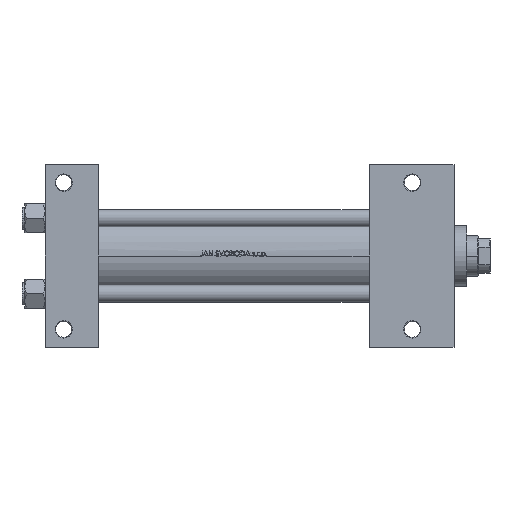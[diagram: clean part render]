
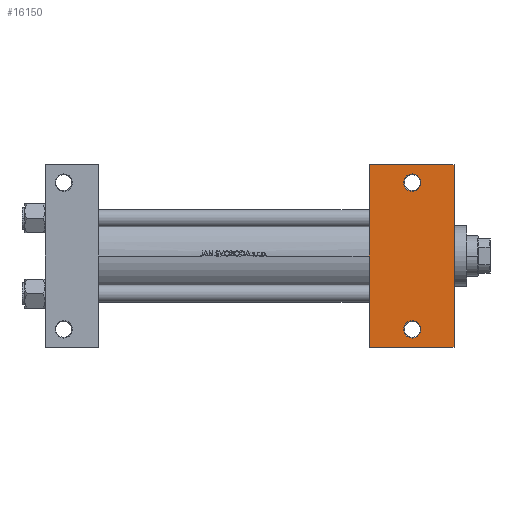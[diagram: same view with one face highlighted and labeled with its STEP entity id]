
A CAD part, front view. The second image highlights one B-rep face of the part: STEP entity #16150.
In plain terms, the highlighted face is planar.
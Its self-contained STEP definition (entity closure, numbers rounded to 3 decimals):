
#260 = FACE_BOUND ( 'NONE', #24251, .T. ) ;
#773 = DIRECTION ( 'NONE',  ( -1., 0., 0. ) ) ;
#811 = ORIENTED_EDGE ( 'NONE', *, *, #46119, .T. ) ;
#826 = VECTOR ( 'NONE', #14559, 1000. ) ;
#1025 = CARTESIAN_POINT ( 'NONE',  ( 284., 37.5, -37.5 ) ) ;
#2106 = CARTESIAN_POINT ( 'NONE',  ( 255., 51., -37.5 ) ) ;
#2355 = EDGE_LOOP ( 'NONE', ( #811, #23300 ) ) ;
#4185 = AXIS2_PLACEMENT_3D ( 'NONE', #12232, #23242, #22996 ) ;
#5278 = LINE ( 'NONE', #46919, #11262 ) ;
#8152 = EDGE_CURVE ( 'NONE', #14144, #31099, #15404, .T. ) ;
#8559 = EDGE_LOOP ( 'NONE', ( #14949, #16419, #30356, #22640 ) ) ;
#10758 = AXIS2_PLACEMENT_3D ( 'NONE', #31600, #11809, #46901 ) ;
#11262 = VECTOR ( 'NONE', #773, 1000. ) ;
#11669 = ORIENTED_EDGE ( 'NONE', *, *, #42899, .T. ) ;
#11809 = DIRECTION ( 'NONE',  ( 0., 0., -1. ) ) ;
#12135 = EDGE_CURVE ( 'NONE', #23596, #29862, #21028, .T. ) ;
#12232 = CARTESIAN_POINT ( 'NONE',  ( 255., 51., -37.5 ) ) ;
#12333 = DIRECTION ( 'NONE',  ( 0., -1., 0. ) ) ;
#14144 = VERTEX_POINT ( 'NONE', #40138 ) ;
#14190 = CIRCLE ( 'NONE', #34224, 5.999 ) ;
#14559 = DIRECTION ( 'NONE',  ( 0., -1., 0. ) ) ;
#14949 = ORIENTED_EDGE ( 'NONE', *, *, #27253, .F. ) ;
#15330 = DIRECTION ( 'NONE',  ( -1., 0., 0. ) ) ;
#15404 = CIRCLE ( 'NONE', #4185, 5.999 ) ;
#16150 = ADVANCED_FACE ( 'NONE', ( #260, #30861, #16318 ), #46393, .T. ) ;
#16318 = FACE_OUTER_BOUND ( 'NONE', #8559, .T. ) ;
#16419 = ORIENTED_EDGE ( 'NONE', *, *, #20729, .T. ) ;
#18321 = LINE ( 'NONE', #44895, #826 ) ;
#18857 = CARTESIAN_POINT ( 'NONE',  ( 255., -51., -37.5 ) ) ;
#20729 = EDGE_CURVE ( 'NONE', #32315, #21732, #24044, .T. ) ;
#21028 = CIRCLE ( 'NONE', #49047, 5.999 ) ;
#21650 = DIRECTION ( 'NONE',  ( 0., 0., 1. ) ) ;
#21732 = VERTEX_POINT ( 'NONE', #38565 ) ;
#22640 = ORIENTED_EDGE ( 'NONE', *, *, #26320, .T. ) ;
#22862 = VECTOR ( 'NONE', #23548, 1000. ) ;
#22996 = DIRECTION ( 'NONE',  ( -1., 0., 0. ) ) ;
#23242 = DIRECTION ( 'NONE',  ( 0., 0., 1. ) ) ;
#23300 = ORIENTED_EDGE ( 'NONE', *, *, #12135, .T. ) ;
#23548 = DIRECTION ( 'NONE',  ( 1., 0., 0. ) ) ;
#23596 = VERTEX_POINT ( 'NONE', #25735 ) ;
#24044 = LINE ( 'NONE', #43118, #22862 ) ;
#24251 = EDGE_LOOP ( 'NONE', ( #11669, #43939 ) ) ;
#24970 = CARTESIAN_POINT ( 'NONE',  ( 225., 63.5, -37.5 ) ) ;
#25735 = CARTESIAN_POINT ( 'NONE',  ( 261., -51., -37.5 ) ) ;
#26320 = EDGE_CURVE ( 'NONE', #44734, #39421, #5278, .T. ) ;
#27253 = EDGE_CURVE ( 'NONE', #32315, #39421, #18321, .T. ) ;
#28081 = CARTESIAN_POINT ( 'NONE',  ( 249.001, 51., -37.5 ) ) ;
#28089 = LINE ( 'NONE', #1025, #46871 ) ;
#29862 = VERTEX_POINT ( 'NONE', #38451 ) ;
#30356 = ORIENTED_EDGE ( 'NONE', *, *, #37358, .T. ) ;
#30861 = FACE_BOUND ( 'NONE', #2355, .T. ) ;
#31099 = VERTEX_POINT ( 'NONE', #28081 ) ;
#31600 = CARTESIAN_POINT ( 'NONE',  ( 284., 37.5, -37.5 ) ) ;
#32315 = VERTEX_POINT ( 'NONE', #24970 ) ;
#34144 = DIRECTION ( 'NONE',  ( 0., 0., 1. ) ) ;
#34224 = AXIS2_PLACEMENT_3D ( 'NONE', #35495, #46534, #43026 ) ;
#35495 = CARTESIAN_POINT ( 'NONE',  ( 255., -51., -37.5 ) ) ;
#36954 = DIRECTION ( 'NONE',  ( -1., 0., 0. ) ) ;
#37358 = EDGE_CURVE ( 'NONE', #21732, #44734, #28089, .T. ) ;
#38451 = CARTESIAN_POINT ( 'NONE',  ( 249.001, -51., -37.5 ) ) ;
#38565 = CARTESIAN_POINT ( 'NONE',  ( 284., 63.5, -37.5 ) ) ;
#39421 = VERTEX_POINT ( 'NONE', #42369 ) ;
#39754 = CARTESIAN_POINT ( 'NONE',  ( 284., -63.5, -37.5 ) ) ;
#40138 = CARTESIAN_POINT ( 'NONE',  ( 261., 51., -37.5 ) ) ;
#42369 = CARTESIAN_POINT ( 'NONE',  ( 225., -63.5, -37.5 ) ) ;
#42899 = EDGE_CURVE ( 'NONE', #31099, #14144, #48512, .T. ) ;
#43026 = DIRECTION ( 'NONE',  ( -1., 0., 0. ) ) ;
#43118 = CARTESIAN_POINT ( 'NONE',  ( 225., 63.5, -37.5 ) ) ;
#43939 = ORIENTED_EDGE ( 'NONE', *, *, #8152, .T. ) ;
#44734 = VERTEX_POINT ( 'NONE', #39754 ) ;
#44895 = CARTESIAN_POINT ( 'NONE',  ( 225., 37.5, -37.5 ) ) ;
#46106 = AXIS2_PLACEMENT_3D ( 'NONE', #2106, #21650, #36954 ) ;
#46119 = EDGE_CURVE ( 'NONE', #29862, #23596, #14190, .T. ) ;
#46393 = PLANE ( 'NONE',  #10758 ) ;
#46534 = DIRECTION ( 'NONE',  ( 0., 0., 1. ) ) ;
#46871 = VECTOR ( 'NONE', #12333, 1000. ) ;
#46901 = DIRECTION ( 'NONE',  ( -1., 0., 0. ) ) ;
#46919 = CARTESIAN_POINT ( 'NONE',  ( 225., -63.5, -37.5 ) ) ;
#48512 = CIRCLE ( 'NONE', #46106, 5.999 ) ;
#49047 = AXIS2_PLACEMENT_3D ( 'NONE', #18857, #34144, #15330 ) ;
